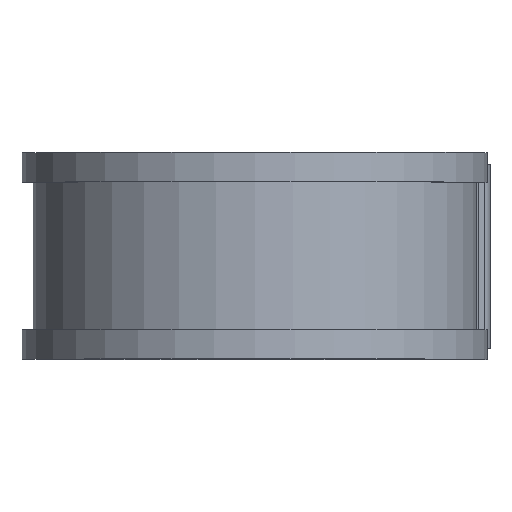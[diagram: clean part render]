
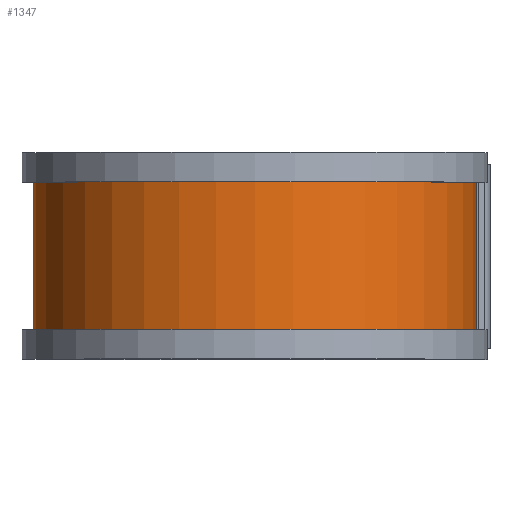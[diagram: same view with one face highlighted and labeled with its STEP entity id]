
A CAD part, top view. The second image highlights one B-rep face of the part: STEP entity #1347.
In plain terms, the highlighted cylindrical face has radius 30.518 mm (diameter 61.036 mm), a partial arc.
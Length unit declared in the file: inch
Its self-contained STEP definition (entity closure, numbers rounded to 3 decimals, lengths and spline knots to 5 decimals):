
#13 = DIRECTION ( 'NONE',  ( 0., -1., 0. ) ) ;
#49 = DIRECTION ( 'NONE',  ( 0., 0., -1. ) ) ;
#79 = LINE ( 'NONE', #858, #1425 ) ;
#81 = EDGE_CURVE ( 'NONE', #1326, #271, #102, .T. ) ;
#102 = LINE ( 'NONE', #683, #803 ) ;
#112 = EDGE_LOOP ( 'NONE', ( #713, #1738, #787, #555 ) ) ;
#245 = EDGE_CURVE ( 'NONE', #1698, #1622, #79, .T. ) ;
#271 = VERTEX_POINT ( 'NONE', #1031 ) ;
#346 = CYLINDRICAL_SURFACE ( 'NONE', #910, 1.2015 ) ;
#389 = CARTESIAN_POINT ( 'NONE',  ( 1.2015, 0.4, 0. ) ) ;
#479 = CIRCLE ( 'NONE', #1381, 1.2015 ) ;
#555 = ORIENTED_EDGE ( 'NONE', *, *, #655, .F. ) ;
#590 = DIRECTION ( 'NONE',  ( 0., -1., 0. ) ) ;
#632 = CIRCLE ( 'NONE', #924, 1.2015 ) ;
#655 = EDGE_CURVE ( 'NONE', #1622, #271, #632, .T. ) ;
#683 = CARTESIAN_POINT ( 'NONE',  ( 0., 0.5, -1.2015 ) ) ;
#713 = ORIENTED_EDGE ( 'NONE', *, *, #245, .F. ) ;
#787 = ORIENTED_EDGE ( 'NONE', *, *, #81, .T. ) ;
#803 = VECTOR ( 'NONE', #13, 39.37008 ) ;
#858 = CARTESIAN_POINT ( 'NONE',  ( 1.2015, 0.5, 0. ) ) ;
#891 = DIRECTION ( 'NONE',  ( 0., -1., 0. ) ) ;
#910 = AXIS2_PLACEMENT_3D ( 'NONE', #1314, #590, #1621 ) ;
#924 = AXIS2_PLACEMENT_3D ( 'NONE', #1494, #1480, #1458 ) ;
#1012 = DIRECTION ( 'NONE',  ( 0., -1., 0. ) ) ;
#1031 = CARTESIAN_POINT ( 'NONE',  ( 0., -0.4, -1.2015 ) ) ;
#1049 = FACE_OUTER_BOUND ( 'NONE', #112, .T. ) ;
#1069 = CARTESIAN_POINT ( 'NONE',  ( 0., 0.4, -1.2015 ) ) ;
#1314 = CARTESIAN_POINT ( 'NONE',  ( 0., 0.5, 0. ) ) ;
#1326 = VERTEX_POINT ( 'NONE', #1069 ) ;
#1347 = ADVANCED_FACE ( 'NONE', ( #1049 ), #346, .T. ) ;
#1359 = CARTESIAN_POINT ( 'NONE',  ( 1.2015, -0.4, 0. ) ) ;
#1381 = AXIS2_PLACEMENT_3D ( 'NONE', #1667, #891, #49 ) ;
#1425 = VECTOR ( 'NONE', #1012, 39.37008 ) ;
#1458 = DIRECTION ( 'NONE',  ( 0., 0., -1. ) ) ;
#1480 = DIRECTION ( 'NONE',  ( 0., -1., 0. ) ) ;
#1494 = CARTESIAN_POINT ( 'NONE',  ( 0., -0.4, 0. ) ) ;
#1549 = EDGE_CURVE ( 'NONE', #1698, #1326, #479, .T. ) ;
#1621 = DIRECTION ( 'NONE',  ( 0., 0., -1. ) ) ;
#1622 = VERTEX_POINT ( 'NONE', #1359 ) ;
#1667 = CARTESIAN_POINT ( 'NONE',  ( 0., 0.4, 0. ) ) ;
#1698 = VERTEX_POINT ( 'NONE', #389 ) ;
#1738 = ORIENTED_EDGE ( 'NONE', *, *, #1549, .T. ) ;
